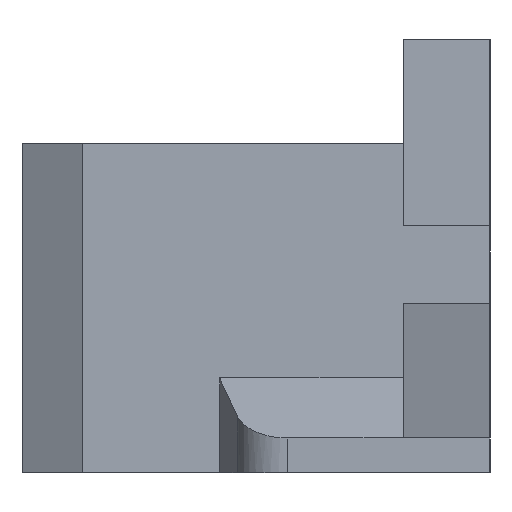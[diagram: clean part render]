
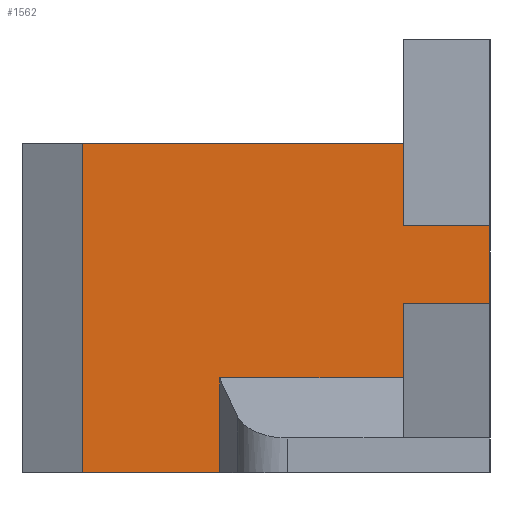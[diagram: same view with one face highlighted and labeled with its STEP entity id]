
A CAD part, left-side view. The second image highlights one B-rep face of the part: STEP entity #1562.
In plain terms, the highlighted planar face has unit normal (-1, 0, 0).
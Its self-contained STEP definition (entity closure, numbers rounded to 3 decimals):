
#88=CARTESIAN_POINT('',(0.,15.6,0.));
#89=VERTEX_POINT('',#88);
#96=CARTESIAN_POINT('',(0.0,23.536,0.0));
#97=VERTEX_POINT('',#96);
#98=CARTESIAN_POINT('',(0.0,23.536,0.0));
#99=DIRECTION('',(0.0,-1.0,0.0));
#100=VECTOR('',#99,7.936);
#101=LINE('',#98,#100);
#102=EDGE_CURVE('',#97,#89,#101,.T.);
#1042=CARTESIAN_POINT('',(0.,0.0,9.75));
#1043=VERTEX_POINT('',#1042);
#1052=CARTESIAN_POINT('',(0.,5.0,9.75));
#1053=VERTEX_POINT('',#1052);
#1054=CARTESIAN_POINT('',(0.,5.0,9.75));
#1055=DIRECTION('',(0.0,-1.0,0.0));
#1056=VECTOR('',#1055,5.0);
#1057=LINE('',#1054,#1056);
#1058=EDGE_CURVE('',#1053,#1043,#1057,.T.);
#1084=CARTESIAN_POINT('',(0.,0.0,14.25));
#1085=VERTEX_POINT('',#1084);
#1100=CARTESIAN_POINT('',(0.,5.0,14.25));
#1101=VERTEX_POINT('',#1100);
#1108=CARTESIAN_POINT('',(0.,5.0,14.25));
#1109=DIRECTION('',(0.0,-1.0,0.0));
#1110=VECTOR('',#1109,5.0);
#1111=LINE('',#1108,#1110);
#1112=EDGE_CURVE('',#1101,#1085,#1111,.T.);
#1282=CARTESIAN_POINT('',(0.,5.0,19.));
#1283=VERTEX_POINT('',#1282);
#1290=CARTESIAN_POINT('',(0.,5.0,14.25));
#1291=DIRECTION('',(0.0,0.0,1.0));
#1292=VECTOR('',#1291,4.75);
#1293=LINE('',#1290,#1292);
#1294=EDGE_CURVE('',#1101,#1283,#1293,.T.);
#1438=CARTESIAN_POINT('',(0.,15.6,5.464));
#1439=VERTEX_POINT('',#1438);
#1446=CARTESIAN_POINT('',(0.,15.6,0.));
#1447=DIRECTION('',(0.0,0.0,1.0));
#1448=VECTOR('',#1447,5.464);
#1449=LINE('',#1446,#1448);
#1450=EDGE_CURVE('',#89,#1439,#1449,.T.);
#1463=CARTESIAN_POINT('',(0.,5.0,5.464));
#1464=VERTEX_POINT('',#1463);
#1471=CARTESIAN_POINT('',(0.,15.6,5.464));
#1472=DIRECTION('',(0.0,-1.0,0.0));
#1473=VECTOR('',#1472,10.6);
#1474=LINE('',#1471,#1473);
#1475=EDGE_CURVE('',#1439,#1464,#1474,.T.);
#1523=CARTESIAN_POINT('',(0.0,0.0,0.0));
#1524=DIRECTION('',(-1.0,0.0,0.0));
#1525=DIRECTION('',(0.0,0.0,1.0));
#1526=AXIS2_PLACEMENT_3D('',#1523,#1524,#1525);
#1527=PLANE('',#1526);
#1528=ORIENTED_EDGE('',*,*,#1450,.T.);
#1529=ORIENTED_EDGE('',*,*,#1475,.T.);
#1530=CARTESIAN_POINT('',(0.,5.0,5.464));
#1531=DIRECTION('',(0.0,0.0,1.0));
#1532=VECTOR('',#1531,4.286);
#1533=LINE('',#1530,#1532);
#1534=EDGE_CURVE('',#1464,#1053,#1533,.T.);
#1535=ORIENTED_EDGE('',*,*,#1534,.T.);
#1536=ORIENTED_EDGE('',*,*,#1058,.T.);
#1537=CARTESIAN_POINT('',(0.,0.0,14.25));
#1538=DIRECTION('',(0.0,0.0,-1.0));
#1539=VECTOR('',#1538,4.5);
#1540=LINE('',#1537,#1539);
#1541=EDGE_CURVE('',#1085,#1043,#1540,.T.);
#1542=ORIENTED_EDGE('',*,*,#1541,.F.);
#1543=ORIENTED_EDGE('',*,*,#1112,.F.);
#1544=ORIENTED_EDGE('',*,*,#1294,.T.);
#1545=CARTESIAN_POINT('',(0.0,23.536,19.0));
#1546=VERTEX_POINT('',#1545);
#1547=CARTESIAN_POINT('',(0.,5.0,19.));
#1548=DIRECTION('',(0.0,1.0,0.0));
#1549=VECTOR('',#1548,18.536);
#1550=LINE('',#1547,#1549);
#1551=EDGE_CURVE('',#1283,#1546,#1550,.T.);
#1552=ORIENTED_EDGE('',*,*,#1551,.T.);
#1553=CARTESIAN_POINT('',(0.0,23.536,0.0));
#1554=DIRECTION('',(0.0,0.0,1.0));
#1555=VECTOR('',#1554,19.0);
#1556=LINE('',#1553,#1555);
#1557=EDGE_CURVE('',#97,#1546,#1556,.T.);
#1558=ORIENTED_EDGE('',*,*,#1557,.F.);
#1559=ORIENTED_EDGE('',*,*,#102,.T.);
#1560=EDGE_LOOP('',(#1528,#1529,#1535,#1536,#1542,#1543,#1544,#1552,#1558,#1559));
#1561=FACE_OUTER_BOUND('',#1560,.T.);
#1562=ADVANCED_FACE('',(#1561),#1527,.T.);
